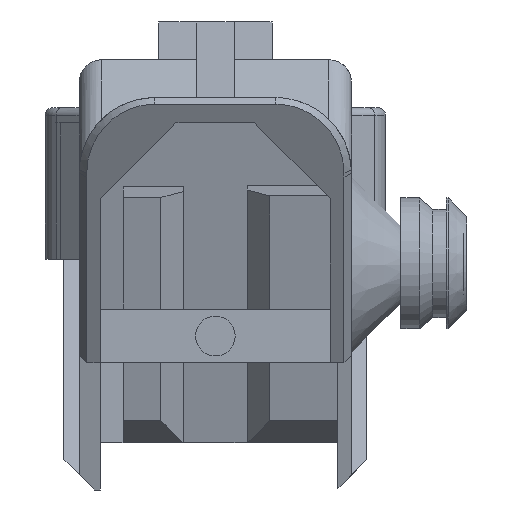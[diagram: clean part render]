
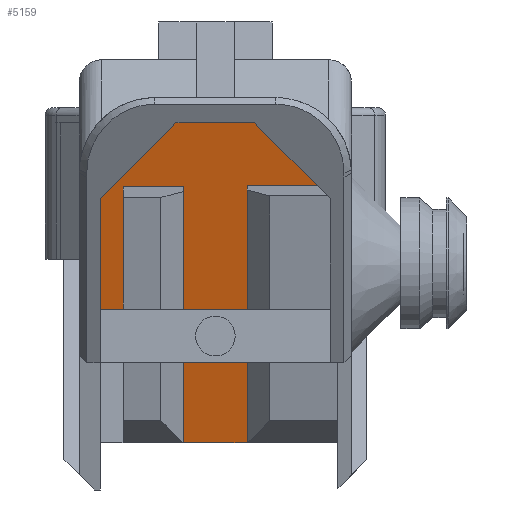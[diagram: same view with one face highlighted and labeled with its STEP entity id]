
A CAD part, front view. The second image highlights one B-rep face of the part: STEP entity #5159.
In plain terms, the highlighted planar face has unit normal (0, -0.966, -0.259).
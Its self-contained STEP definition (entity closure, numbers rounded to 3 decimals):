
#129=PLANE('',#5510);
#463=FACE_OUTER_BOUND('',#761,.T.);
#761=EDGE_LOOP('',(#3921,#3922,#3923,#3924,#3925,#3926,#3927,#3928,#3929,
#3930));
#1256=LINE('',#11809,#1722);
#1260=LINE('',#11817,#1726);
#1261=LINE('',#11819,#1727);
#1262=LINE('',#11821,#1728);
#1263=LINE('',#11823,#1729);
#1264=LINE('',#11825,#1730);
#1265=LINE('',#11827,#1731);
#1266=LINE('',#11829,#1732);
#1267=LINE('',#11831,#1733);
#1268=LINE('',#11832,#1734);
#1722=VECTOR('',#6185,10.);
#1726=VECTOR('',#6191,10.);
#1727=VECTOR('',#6192,10.);
#1728=VECTOR('',#6193,10.);
#1729=VECTOR('',#6194,10.);
#1730=VECTOR('',#6195,10.);
#1731=VECTOR('',#6196,10.);
#1732=VECTOR('',#6197,10.);
#1733=VECTOR('',#6198,10.);
#1734=VECTOR('',#6199,10.);
#2306=VERTEX_POINT('',#11807);
#2307=VERTEX_POINT('',#11808);
#2310=VERTEX_POINT('',#11816);
#2311=VERTEX_POINT('',#11818);
#2312=VERTEX_POINT('',#11820);
#2313=VERTEX_POINT('',#11822);
#2314=VERTEX_POINT('',#11824);
#2315=VERTEX_POINT('',#11826);
#2316=VERTEX_POINT('',#11828);
#2317=VERTEX_POINT('',#11830);
#2915=EDGE_CURVE('',#2306,#2307,#1256,.T.);
#2919=EDGE_CURVE('',#2307,#2310,#1260,.T.);
#2920=EDGE_CURVE('',#2310,#2311,#1261,.T.);
#2921=EDGE_CURVE('',#2312,#2311,#1262,.T.);
#2922=EDGE_CURVE('',#2312,#2313,#1263,.T.);
#2923=EDGE_CURVE('',#2313,#2314,#1264,.T.);
#2924=EDGE_CURVE('',#2314,#2315,#1265,.T.);
#2925=EDGE_CURVE('',#2315,#2316,#1266,.T.);
#2926=EDGE_CURVE('',#2316,#2317,#1267,.T.);
#2927=EDGE_CURVE('',#2306,#2317,#1268,.T.);
#3921=ORIENTED_EDGE('',*,*,#2915,.T.);
#3922=ORIENTED_EDGE('',*,*,#2919,.T.);
#3923=ORIENTED_EDGE('',*,*,#2920,.T.);
#3924=ORIENTED_EDGE('',*,*,#2921,.F.);
#3925=ORIENTED_EDGE('',*,*,#2922,.T.);
#3926=ORIENTED_EDGE('',*,*,#2923,.T.);
#3927=ORIENTED_EDGE('',*,*,#2924,.T.);
#3928=ORIENTED_EDGE('',*,*,#2925,.T.);
#3929=ORIENTED_EDGE('',*,*,#2926,.T.);
#3930=ORIENTED_EDGE('',*,*,#2927,.F.);
#5159=ADVANCED_FACE('',(#463),#129,.F.);
#5510=AXIS2_PLACEMENT_3D('',#11815,#6189,#6190);
#6185=DIRECTION('',(0.,-0.259,0.966));
#6189=DIRECTION('center_axis',(0.,0.966,0.259));
#6190=DIRECTION('ref_axis',(0.,-0.259,0.966));
#6191=DIRECTION('',(1.,0.,0.));
#6192=DIRECTION('',(0.,-0.259,0.966));
#6193=DIRECTION('',(1.,0.,0.));
#6194=DIRECTION('',(0.,0.259,-0.966));
#6195=DIRECTION('',(1.,0.,0.));
#6196=DIRECTION('',(0.,-0.259,0.966));
#6197=DIRECTION('',(1.,0.,0.));
#6198=DIRECTION('',(0.,0.259,-0.966));
#6199=DIRECTION('',(-1.,0.,0.));
#11807=CARTESIAN_POINT('',(4.2,60.71,129.406));
#11808=CARTESIAN_POINT('',(4.2,51.598,163.413));
#11809=CARTESIAN_POINT('',(4.2,56.154,146.41));
#11815=CARTESIAN_POINT('Origin',(0.,60.71,129.406));
#11816=CARTESIAN_POINT('',(16.2,51.598,163.413));
#11817=CARTESIAN_POINT('',(8.1,51.598,163.413));
#11818=CARTESIAN_POINT('',(16.2,47.555,178.5));
#11819=CARTESIAN_POINT('',(16.2,47.555,178.5));
#11820=CARTESIAN_POINT('',(-15.2,47.555,178.5));
#11821=CARTESIAN_POINT('',(0.,47.555,178.5));
#11822=CARTESIAN_POINT('',(-15.2,56.155,146.406));
#11823=CARTESIAN_POINT('',(-15.2,47.555,178.5));
#11824=CARTESIAN_POINT('',(-12.2,56.155,146.406));
#11825=CARTESIAN_POINT('',(-7.6,56.155,146.406));
#11826=CARTESIAN_POINT('',(-12.2,51.652,163.213));
#11827=CARTESIAN_POINT('',(-12.2,56.181,146.31));
#11828=CARTESIAN_POINT('',(-4.2,51.652,163.213));
#11829=CARTESIAN_POINT('',(-2.1,51.652,163.213));
#11830=CARTESIAN_POINT('',(-4.2,60.71,129.406));
#11831=CARTESIAN_POINT('',(-4.2,60.71,129.406));
#11832=CARTESIAN_POINT('',(-7.5,60.71,129.406));
